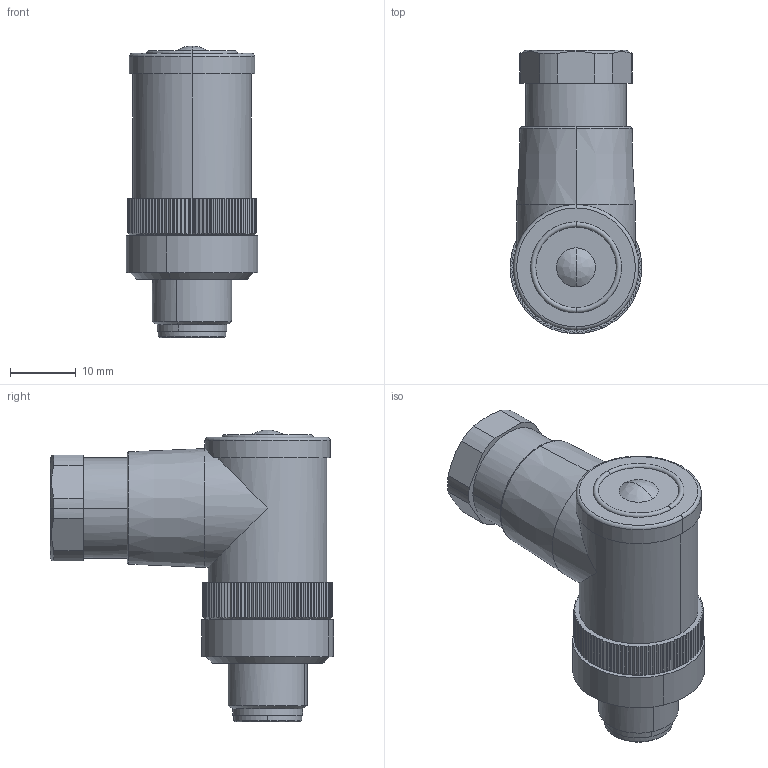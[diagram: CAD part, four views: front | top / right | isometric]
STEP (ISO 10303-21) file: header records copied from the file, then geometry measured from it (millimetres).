
FILE_DESCRIPTION(('CATIA V5 STEP Exchange','CAx-IF Rec.Pracs.--- Model Styling and Organization---1.4--- 2014-01-23'),'2;1');
FILE_NAME ('003112-2_0', '2020-11-24T09:58:15+00:00', ('none'), ('Weidmueller'), 'CATIA Version 5-6 Release 2016 SP3 HF44', 'CATIA V5 STEP AP214', 'none');
FILE_SCHEMA(('AUTOMOTIVE_DESIGN { 1 0 10303 214 1 1 1 1 }'));
Length unit declared in the file: millimetre
Products named in the file (1): 1007060000
Bounding box: 19.98 x 42.89 x 44.2 mm (x, y, z)
Volume: 15123.9 mm3; surface area: 5014.8 mm2
Topology: 6 solids, 6 shells, 452 faces, 1269 edges, 824 vertices
Faces by surface type: plane 246, cylinder 158, cone 20, sphere 18, torus 8, bspline 2
Entity records: 15588 total; most frequent: CARTESIAN_POINT 4867, ORIENTED_EDGE 2494, DIRECTION 1735, EDGE_CURVE 1247, VERTEX_POINT 824, AXIS2_PLACEMENT_3D 677, VECTOR 622, LINE 622
